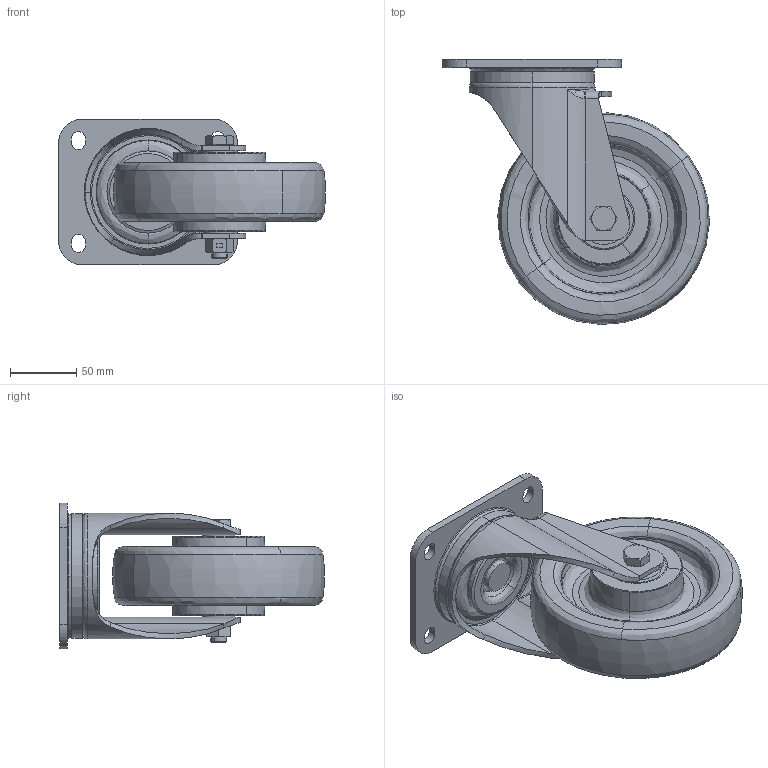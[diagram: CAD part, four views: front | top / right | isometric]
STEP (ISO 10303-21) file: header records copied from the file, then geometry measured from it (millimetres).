
FILE_DESCRIPTION (( 'STEP AP214' ), '1' );
FILE_NAME ('0033402_L-IM-PUZK-160-K-3-EC.STEP', '2016-11-30T13:19:24', ( '' ), ( '' ), 'SwSTEP 2.0', 'SolidWorks 2016', '' );
FILE_SCHEMA (( 'AUTOMOTIVE_DESIGN' ));
Length unit declared in the file: millimetre
Products named in the file (1): 0033402_L-IM-PUZK-160-K-3-EC
Bounding box: 201.32 x 199.82 x 110 mm (x, y, z)
Surface area: 207821.9 mm2 (no closed solid volume)
Topology: 0 solids, 17 shells, 674 faces, 1635 edges, 1030 vertices
Faces by surface type: plane 312, cylinder 152, bspline 120, cone 74, torus 16
Entity records: 31997 total; most frequent: CARTESIAN_POINT 8870, DIRECTION 3247, ORIENTED_EDGE 3238, EDGE_CURVE 1631, AXIS2_PLACEMENT_3D 1177, VERTEX_POINT 1030, VECTOR 893, LINE 893
